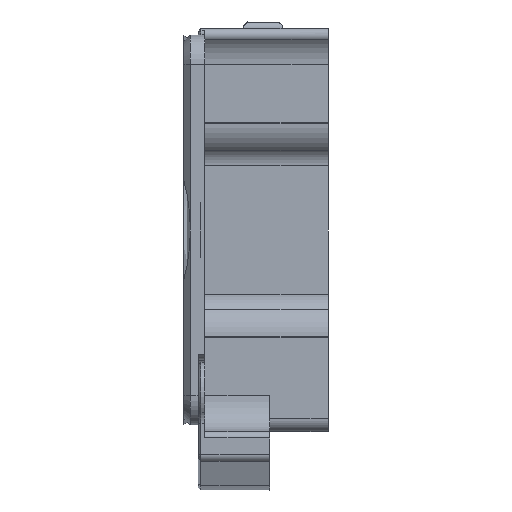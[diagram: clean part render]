
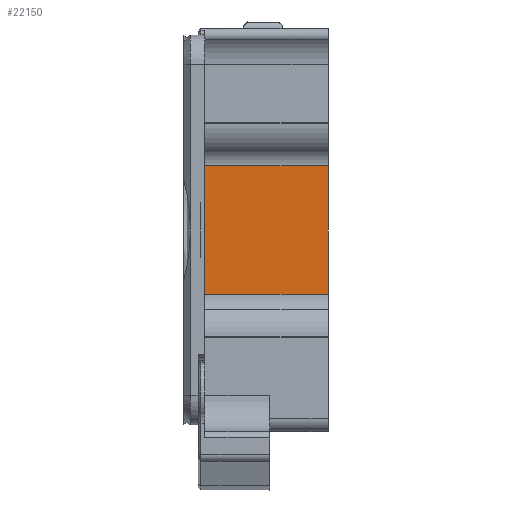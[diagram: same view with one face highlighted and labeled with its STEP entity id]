
A CAD part, front view. The second image highlights one B-rep face of the part: STEP entity #22150.
In plain terms, the highlighted planar face has unit normal (0, -1, 0).
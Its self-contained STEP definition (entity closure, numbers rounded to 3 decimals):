
#496=PLANE('',#23881);
#1568=FACE_OUTER_BOUND('',#2893,.T.);
#2893=EDGE_LOOP('',(#16778,#16779,#16780,#16781));
#4196=LINE('',#36072,#6183);
#4509=LINE('',#37001,#6496);
#4510=LINE('',#37004,#6497);
#4511=LINE('',#37005,#6498);
#6183=VECTOR('',#27092,10.);
#6496=VECTOR('',#28023,10.);
#6497=VECTOR('',#28026,10.);
#6498=VECTOR('',#28027,10.);
#9519=VERTEX_POINT('',#36062);
#9521=VERTEX_POINT('',#36068);
#9785=VERTEX_POINT('',#36999);
#9786=VERTEX_POINT('',#37003);
#11911=EDGE_CURVE('',#9519,#9521,#4196,.T.);
#12359=EDGE_CURVE('',#9785,#9519,#4509,.T.);
#12360=EDGE_CURVE('',#9786,#9785,#4510,.T.);
#12361=EDGE_CURVE('',#9521,#9786,#4511,.T.);
#16778=ORIENTED_EDGE('',*,*,#11911,.F.);
#16779=ORIENTED_EDGE('',*,*,#12359,.F.);
#16780=ORIENTED_EDGE('',*,*,#12360,.F.);
#16781=ORIENTED_EDGE('',*,*,#12361,.F.);
#22150=ADVANCED_FACE('',(#1568),#496,.F.);
#23881=AXIS2_PLACEMENT_3D('',#37002,#28024,#28025);
#27092=DIRECTION('',(0.,0.,1.));
#28023=DIRECTION('',(-1.,0.,0.));
#28024=DIRECTION('center_axis',(0.,1.,0.));
#28025=DIRECTION('ref_axis',(0.,0.,
1.));
#28026=DIRECTION('',(0.,0.,-1.));
#28027=DIRECTION('',(1.,0.,0.));
#36062=CARTESIAN_POINT('',(312.2,141.1,-99.008));
#36068=CARTESIAN_POINT('',(312.2,141.1,-79.184));
#36072=CARTESIAN_POINT('',(312.2,141.1,-95.833));
#36999=CARTESIAN_POINT('',(331.8,141.1,-99.008));
#37001=CARTESIAN_POINT('',(311.8,141.1,-99.008));
#37002=CARTESIAN_POINT('Origin',(311.8,141.1,-100.57));
#37003=CARTESIAN_POINT('',(331.8,141.1,-79.184));
#37004=CARTESIAN_POINT('',(331.8,141.1,-95.833));
#37005=CARTESIAN_POINT('',(311.8,141.1,-79.184));
